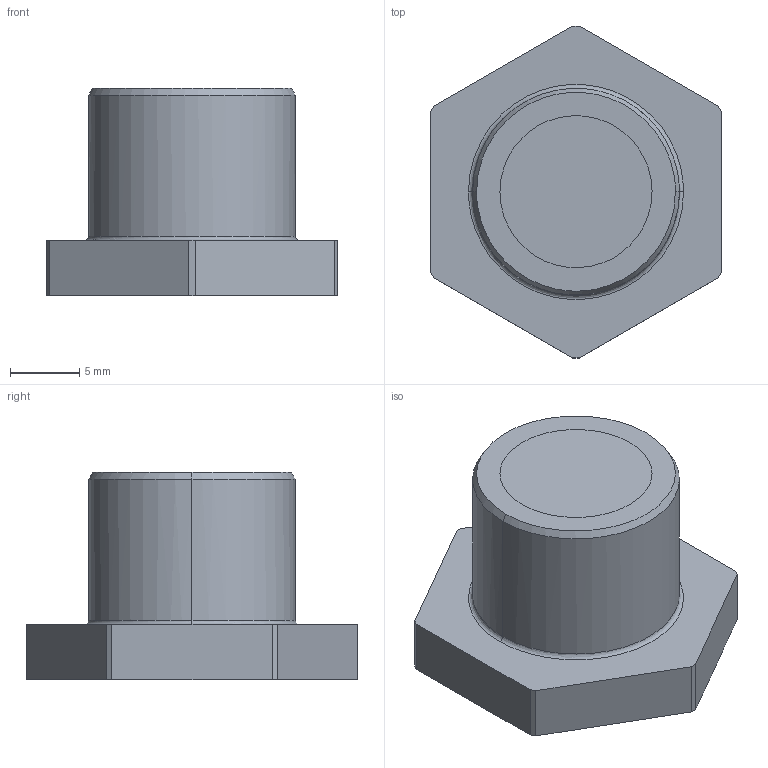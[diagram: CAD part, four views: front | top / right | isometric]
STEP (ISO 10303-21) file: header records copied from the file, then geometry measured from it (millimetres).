
FILE_DESCRIPTION(/* description */ (''),/* implementation_level */ '2;1');
FILE_NAME(/* name */ 'nakretka_sruby',/* time_stamp */ '2023-07-20T12:31:05+02:00',/* author */ (''),/* organization */ (''),/* preprocessor_version */ 'ST-DEVELOPER v16.5',/* originating_system */ 'Rhino 7.25',/* authorisation */ '');
FILE_SCHEMA (('CONFIG_CONTROL_DESIGN'));
Length unit declared in the file: millimetre
Products named in the file (3): Document; trapezoidalNut1; Blok 01
Assembly tree (2 placements, depth 3):
  Document
    trapezoidalNut1
      Blok 01
Bounding box: 21 x 24 x 15 mm (x, y, z)
Surface area: 2688.6 mm2 (no closed solid volume)
Topology: 0 solids, 5 shells, 87 faces, 231 edges, 145 vertices
Faces by surface type: bspline 57, cylinder 21, plane 9
Entity records: 5176 total; most frequent: CARTESIAN_POINT 2826, ORIENTED_EDGE 419, EDGE_CURVE 230, B_SPLINE_CURVE_WITH_KNOTS 182, VERTEX_POINT 146, EDGE_LOOP 89, COLOUR_RGB 86, FILL_AREA_STYLE_COLOUR 86
